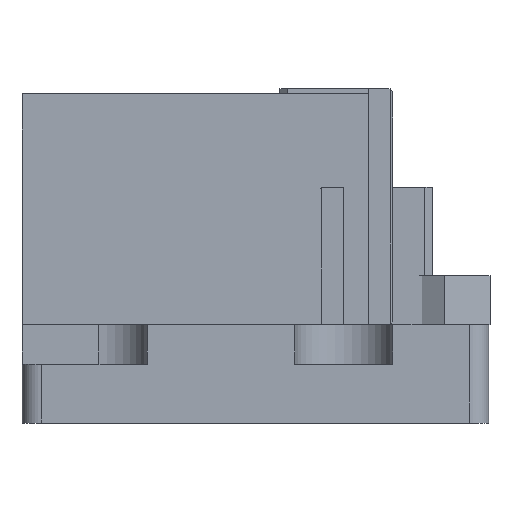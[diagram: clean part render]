
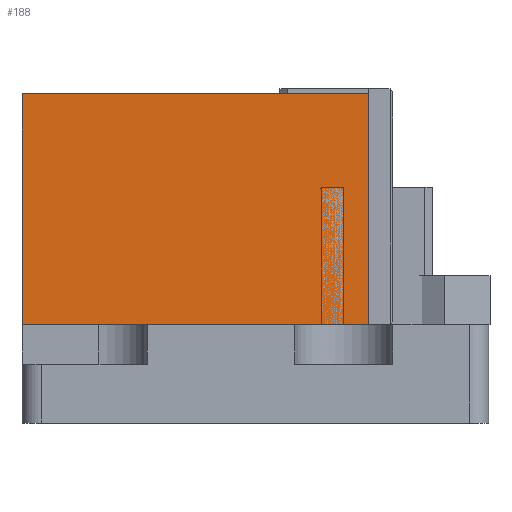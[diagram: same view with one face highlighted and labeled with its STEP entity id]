
A CAD part, front view. The second image highlights one B-rep face of the part: STEP entity #188.
In plain terms, the highlighted planar face has unit normal (0, -1, 0).
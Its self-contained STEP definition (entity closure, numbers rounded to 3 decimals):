
#188 = ADVANCED_FACE( '', ( #287 ), #288, .F. );
#287 = FACE_OUTER_BOUND( '', #478, .T. );
#288 = PLANE( '', #479 );
#478 = EDGE_LOOP( '', ( #791, #792, #793, #794 ) );
#479 = AXIS2_PLACEMENT_3D( '', #795, #796, #797 );
#791 = ORIENTED_EDGE( '', *, *, #1312, .F. );
#792 = ORIENTED_EDGE( '', *, *, #1370, .F. );
#793 = ORIENTED_EDGE( '', *, *, #1362, .F. );
#794 = ORIENTED_EDGE( '', *, *, #1356, .T. );
#795 = CARTESIAN_POINT( '', ( -65.5, -10.5, 67. ) );
#796 = DIRECTION( '', ( 0., 1., 0. ) );
#797 = DIRECTION( '', ( 0., 0., 1. ) );
#1312 = EDGE_CURVE( '', #1535, #1537, #1538, .T. );
#1356 = EDGE_CURVE( '', #1617, #1537, #1618, .T. );
#1362 = EDGE_CURVE( '', #1617, #1621, #1627, .T. );
#1370 = EDGE_CURVE( '', #1621, #1535, #1637, .T. );
#1535 = VERTEX_POINT( '', #1896 );
#1537 = VERTEX_POINT( '', #1899 );
#1538 = LINE( '', #1900, #1901 );
#1617 = VERTEX_POINT( '', #2019 );
#1618 = LINE( '', #2020, #2021 );
#1621 = VERTEX_POINT( '', #2026 );
#1627 = LINE( '', #2035, #2036 );
#1637 = LINE( '', #2053, #2054 );
#1896 = CARTESIAN_POINT( '', ( 5., -10.5, 20. ) );
#1899 = CARTESIAN_POINT( '', ( -65.5, -10.5, 20. ) );
#1900 = CARTESIAN_POINT( '', ( -65.5, -10.5, 20. ) );
#1901 = VECTOR( '', #2379, 1000. );
#2019 = CARTESIAN_POINT( '', ( -65.5, -10.5, 67. ) );
#2020 = CARTESIAN_POINT( '', ( -65.5, -10.5, 67. ) );
#2021 = VECTOR( '', #2431, 1000. );
#2026 = CARTESIAN_POINT( '', ( 5., -10.5, 67. ) );
#2035 = CARTESIAN_POINT( '', ( -65.5, -10.5, 67. ) );
#2036 = VECTOR( '', #2437, 1000. );
#2053 = CARTESIAN_POINT( '', ( 5., -10.5, 67. ) );
#2054 = VECTOR( '', #2445, 1000. );
#2379 = DIRECTION( '', ( -1., 0., 0. ) );
#2431 = DIRECTION( '', ( 0., 0., -1. ) );
#2437 = DIRECTION( '', ( 1., 0., 0. ) );
#2445 = DIRECTION( '', ( 0., 0., -1. ) );
